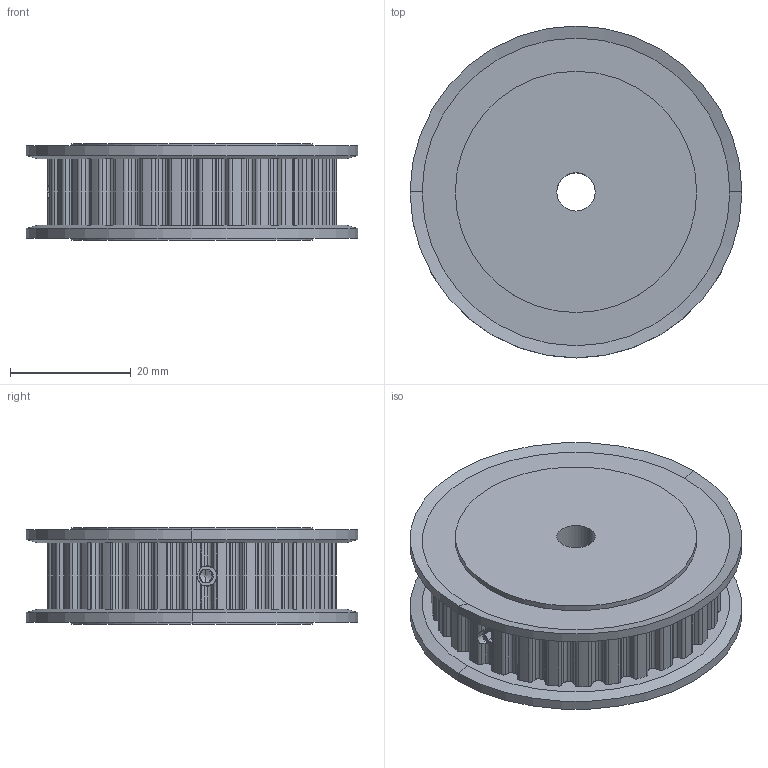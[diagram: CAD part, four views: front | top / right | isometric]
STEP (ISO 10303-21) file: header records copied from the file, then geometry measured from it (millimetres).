
FILE_DESCRIPTION (( 'STEP AP203' ), '1' );
FILE_NAME ('A30NH-XL037-0250.step', '2023-08-24T19:10:48', ( '' ), ( '' ), 'SwSTEP 2.0', 'SolidWorks 2021', '' );
FILE_SCHEMA (( 'CONFIG_CONTROL_DESIGN' ));
Length unit declared in the file: millimetre
Products named in the file (1): A30NH-XL037-0250
Bounding box: 55 x 55 x 16 mm (x, y, z)
Volume: 28091.8 mm3; surface area: 12442.6 mm2
Topology: 5 solids, 5 shells, 352 faces, 989 edges, 644 vertices
Faces by surface type: cylinder 230, plane 88, cone 34
Entity records: 11852 total; most frequent: CARTESIAN_POINT 2392, DIRECTION 2093, ORIENTED_EDGE 1970, EDGE_CURVE 985, AXIS2_PLACEMENT_3D 821, VERTEX_POINT 644, CIRCLE 468, VECTOR 451
